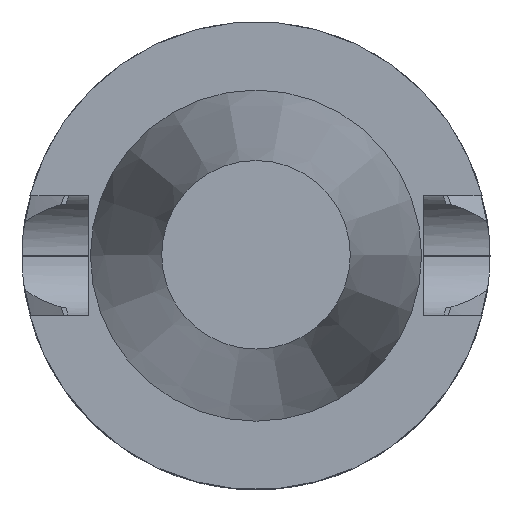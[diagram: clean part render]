
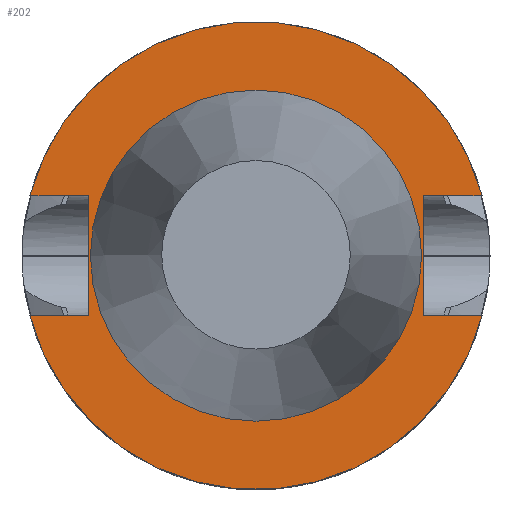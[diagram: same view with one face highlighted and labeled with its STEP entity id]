
A CAD part, top view. The second image highlights one B-rep face of the part: STEP entity #202.
In plain terms, the highlighted planar face has unit normal (0, 0, 1).
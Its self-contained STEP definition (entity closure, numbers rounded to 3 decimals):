
#59=LINE('',#1315,#99);
#60=LINE('',#1318,#100);
#61=LINE('',#1320,#101);
#62=LINE('',#1321,#102);
#63=LINE('',#1323,#103);
#64=LINE('',#1325,#104);
#65=LINE('',#1327,#105);
#66=LINE('',#1329,#106);
#67=LINE('',#1330,#107);
#68=LINE('',#1332,#108);
#99=VECTOR('',#1060,1.);
#100=VECTOR('',#1061,1.);
#101=VECTOR('',#1062,1.);
#102=VECTOR('',#1063,1.);
#103=VECTOR('',#1064,1.);
#104=VECTOR('',#1065,1.);
#105=VECTOR('',#1066,1.);
#106=VECTOR('',#1067,1.);
#107=VECTOR('',#1068,1.);
#108=VECTOR('',#1069,1.);
#175=PLANE('',#921);
#202=ADVANCED_FACE('CU_FL_SU_5',(#279,#280),#175,.F.);
#279=FACE_BOUND('',#342,.T.);
#280=FACE_BOUND('',#343,.T.);
#342=EDGE_LOOP('',(#434,#435,#436,#437,#438,#439,#440,#441,#442,#443,#444,
#445));
#343=EDGE_LOOP('',(#446));
#434=ORIENTED_EDGE('',*,*,#727,.F.);
#435=ORIENTED_EDGE('',*,*,#728,.F.);
#436=ORIENTED_EDGE('',*,*,#729,.T.);
#437=ORIENTED_EDGE('',*,*,#724,.F.);
#438=ORIENTED_EDGE('',*,*,#730,.F.);
#439=ORIENTED_EDGE('',*,*,#731,.T.);
#440=ORIENTED_EDGE('',*,*,#732,.T.);
#441=ORIENTED_EDGE('',*,*,#733,.T.);
#442=ORIENTED_EDGE('',*,*,#734,.T.);
#443=ORIENTED_EDGE('',*,*,#720,.F.);
#444=ORIENTED_EDGE('',*,*,#735,.F.);
#445=ORIENTED_EDGE('',*,*,#736,.F.);
#446=ORIENTED_EDGE('',*,*,#737,.F.);
#637=VERTEX_POINT('',#1298);
#639=VERTEX_POINT('',#1301);
#642=VERTEX_POINT('',#1308);
#643=VERTEX_POINT('',#1310);
#645=VERTEX_POINT('',#1316);
#646=VERTEX_POINT('',#1317);
#647=VERTEX_POINT('',#1319);
#648=VERTEX_POINT('',#1322);
#649=VERTEX_POINT('',#1324);
#650=VERTEX_POINT('',#1326);
#651=VERTEX_POINT('',#1328);
#652=VERTEX_POINT('',#1331);
#653=VERTEX_POINT('',#1334);
#720=EDGE_CURVE('',#637,#639,#825,.T.);
#724=EDGE_CURVE('',#642,#643,#827,.T.);
#727=EDGE_CURVE('',#645,#646,#59,.T.);
#728=EDGE_CURVE('',#647,#645,#60,.T.);
#729=EDGE_CURVE('',#647,#643,#61,.T.);
#730=EDGE_CURVE('',#648,#642,#62,.T.);
#731=EDGE_CURVE('',#648,#649,#63,.T.);
#732=EDGE_CURVE('',#649,#650,#64,.T.);
#733=EDGE_CURVE('',#650,#651,#65,.T.);
#734=EDGE_CURVE('',#651,#639,#66,.T.);
#735=EDGE_CURVE('',#652,#637,#67,.T.);
#736=EDGE_CURVE('',#646,#652,#68,.T.);
#737=EDGE_CURVE('',#653,#653,#829,.T.);
#825=CIRCLE('',#914,31.489);
#827=CIRCLE('',#917,31.489);
#829=CIRCLE('',#920,22.);
#914=AXIS2_PLACEMENT_3D('',#1300,#1045,#1046);
#917=AXIS2_PLACEMENT_3D('',#1309,#1053,#1054);
#920=AXIS2_PLACEMENT_3D('',#1333,#1070,#1071);
#921=AXIS2_PLACEMENT_3D('',#1335,#1072,#1073);
#1045=DIRECTION('',(0.,0.,-1.));
#1046=DIRECTION('',(-1.,0.,0.));
#1053=DIRECTION('',(0.,0.,-1.));
#1054=DIRECTION('',(-1.,0.,0.));
#1060=DIRECTION('',(0.,1.,0.));
#1061=DIRECTION('',(0.,1.,0.));
#1062=DIRECTION('',(-1.,0.,0.));
#1063=DIRECTION('',(1.,0.,0.));
#1064=DIRECTION('',(0.,1.,0.));
#1065=DIRECTION('',(0.,1.,0.));
#1066=DIRECTION('',(0.,1.,0.));
#1067=DIRECTION('',(1.,0.,0.));
#1068=DIRECTION('',(-1.,0.,0.));
#1069=DIRECTION('',(0.,1.,0.));
#1070=DIRECTION('',(0.,0.,1.));
#1071=DIRECTION('',(-1.,0.,0.));
#1072=DIRECTION('',(0.,0.,-1.));
#1073=DIRECTION('',(1.,0.,0.));
#1298=CARTESIAN_POINT('',(-30.43,8.095,-2.));
#1300=CARTESIAN_POINT('',(0.,0.,-2.));
#1301=CARTESIAN_POINT('',(30.43,8.095,-2.));
#1308=CARTESIAN_POINT('',(30.43,-8.095,-2.));
#1309=CARTESIAN_POINT('',(0.,0.,-2.));
#1310=CARTESIAN_POINT('',(-30.43,-8.095,-2.));
#1315=CARTESIAN_POINT('',(-22.5,0.01,-2.));
#1316=CARTESIAN_POINT('',(-22.5,-2.124,-2.));
#1317=CARTESIAN_POINT('',(-22.5,2.124,-2.));
#1318=CARTESIAN_POINT('',(-22.5,22.,-2.));
#1319=CARTESIAN_POINT('',(-22.5,-8.095,-2.));
#1320=CARTESIAN_POINT('',(-41.489,-8.095,-2.));
#1321=CARTESIAN_POINT('',(0.,-8.095,-2.));
#1322=CARTESIAN_POINT('',(22.5,-8.095,-2.));
#1323=CARTESIAN_POINT('',(22.5,22.,-2.));
#1324=CARTESIAN_POINT('',(22.5,-2.124,-2.));
#1325=CARTESIAN_POINT('',(22.5,0.01,-2.));
#1326=CARTESIAN_POINT('',(22.5,2.124,-2.));
#1327=CARTESIAN_POINT('',(22.5,22.,-2.));
#1328=CARTESIAN_POINT('',(22.5,8.095,-2.));
#1329=CARTESIAN_POINT('',(41.489,8.095,-2.));
#1330=CARTESIAN_POINT('',(0.,8.095,-2.));
#1331=CARTESIAN_POINT('',(-22.5,8.095,-2.));
#1332=CARTESIAN_POINT('',(-22.5,22.,-2.));
#1333=CARTESIAN_POINT('',(0.,0.,-2.));
#1334=CARTESIAN_POINT('',(-22.,0.,-2.));
#1335=CARTESIAN_POINT('',(0.,22.,-2.));
